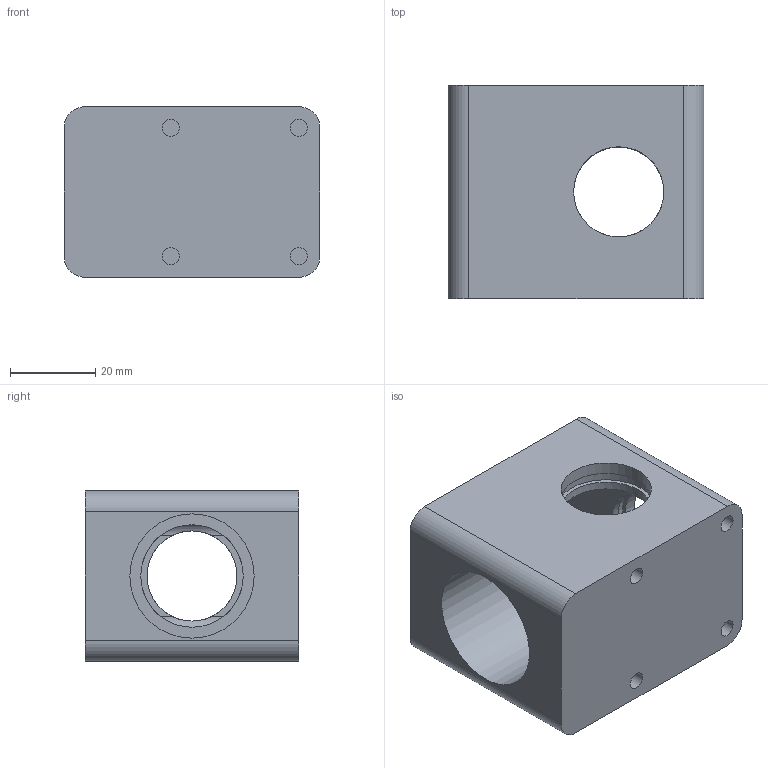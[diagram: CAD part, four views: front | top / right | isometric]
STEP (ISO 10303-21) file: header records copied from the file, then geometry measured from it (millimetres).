
FILE_DESCRIPTION(/* description */ (''),/* implementation_level */ '2;1');
FILE_NAME(/* name */ 'Chamber_1Nikon_3Olympus.step',/* time_stamp */ '2016-10-20T18:31:49+02:00',/* author */ (''),/* organization */ (''),/* preprocessor_version */ 'ST-DEVELOPER v16.5',/* originating_system */ 'Autodesk Translation Framework v5.2.0.2031',/* authorisation */ '');
FILE_SCHEMA (('AUTOMOTIVE_DESIGN { 1 0 10303 214 3 1 1 }'));
Length unit declared in the file: centimetre
Products named in the file (1): Chamber_1Nikon_3Olympus v1
Bounding box: 59.9 x 50 x 39.9 mm (x, y, z)
Volume: 67334.7 mm3; surface area: 20426.4 mm2
Topology: 1 solids, 1 shells, 53 faces, 124 edges, 83 vertices
Faces by surface type: plane 28, cylinder 25
Full cylindrical faces by diameter (mm): 4 x4, 21.1 x6, 23 x3, 24 x2, 26.5 x1, 29.1 x1
Entity records: 1574 total; most frequent: CARTESIAN_POINT 314, DIRECTION 256, ORIENTED_EDGE 204, AXIS2_PLACEMENT_3D 108, EDGE_CURVE 102, EDGE_LOOP 88, VERTEX_POINT 78, CIRCLE 54
